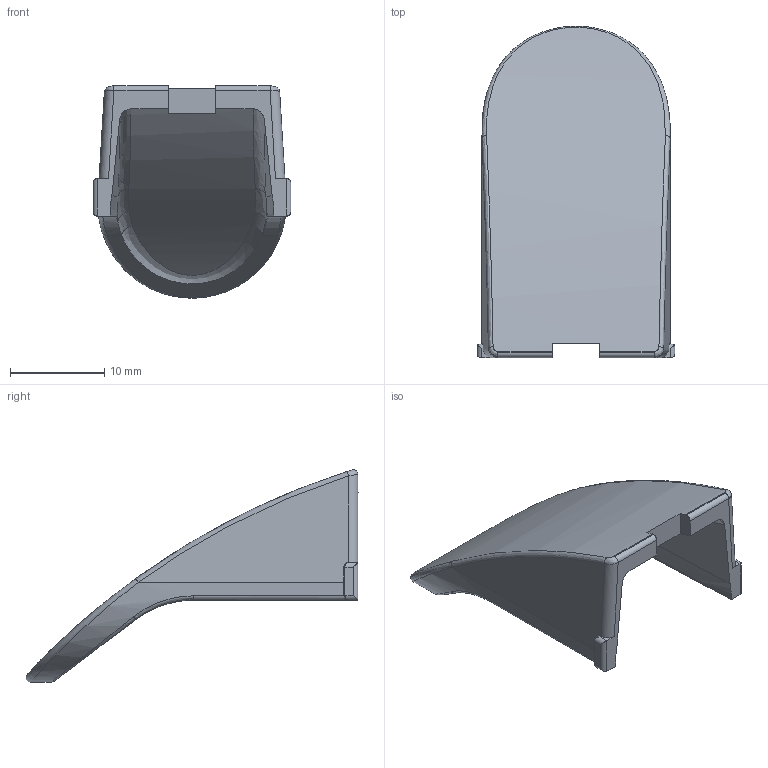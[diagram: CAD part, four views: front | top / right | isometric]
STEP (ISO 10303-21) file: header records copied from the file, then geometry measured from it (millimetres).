
FILE_DESCRIPTION (( 'STEP AP214' ), '1' );
FILE_NAME ('4.04.spmhc.STEP', '2025-06-14T19:22:12', ( '' ), ( '' ), 'SwSTEP 2.0', 'SolidWorks 2023', '' );
FILE_SCHEMA (( 'AUTOMOTIVE_DESIGN' ));
Length unit declared in the file: millimetre
Products named in the file (1): 4.04.spmhc
Bounding box: 21 x 35.22 x 22.52 mm (x, y, z)
Volume: 2403.7 mm3; surface area: 2302.2 mm2
Topology: 1 solids, 1 shells, 63 faces, 161 edges, 100 vertices
Faces by surface type: cylinder 23, plane 21, bspline 17, cone 2
Entity records: 2716 total; most frequent: CARTESIAN_POINT 1399, ORIENTED_EDGE 322, DIRECTION 206, EDGE_CURVE 161, VERTEX_POINT 100, AXIS2_PLACEMENT_3D 71, VECTOR 64, LINE 64
